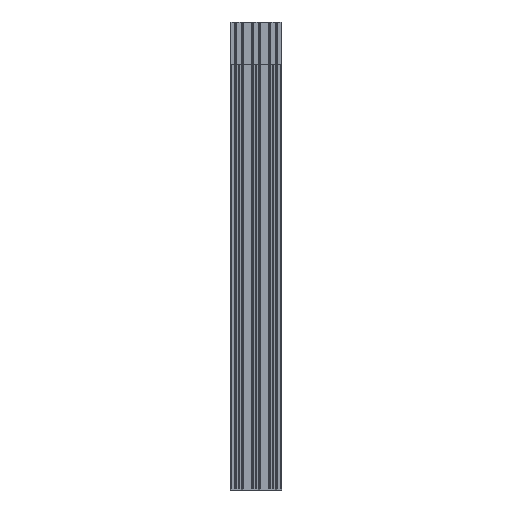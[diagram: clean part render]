
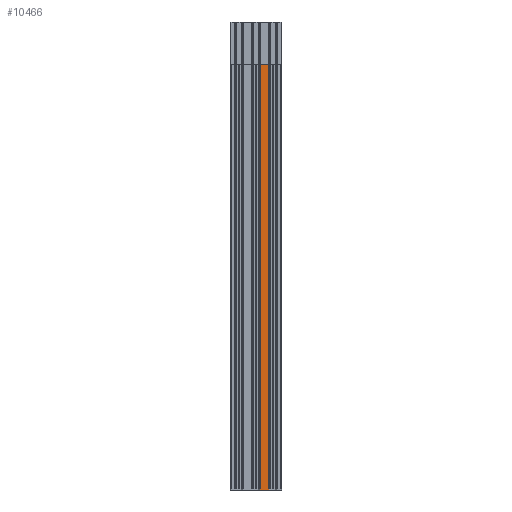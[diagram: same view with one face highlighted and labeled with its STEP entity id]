
A CAD part, front view. The second image highlights one B-rep face of the part: STEP entity #10466.
In plain terms, the highlighted planar face has unit normal (0, -1, 0).
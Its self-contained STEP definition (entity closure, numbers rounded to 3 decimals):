
#315=PLANE('',#11042);
#794=FACE_OUTER_BOUND('',#1319,.T.);
#1319=EDGE_LOOP('',(#8988,#8989,#8990,#8991));
#1633=LINE('',#14229,#3048);
#2086=LINE('',#15193,#3501);
#2528=LINE('',#16090,#3943);
#2529=LINE('',#16092,#3944);
#3048=VECTOR('',#11446,10.);
#3501=VECTOR('',#11961,10.);
#3943=VECTOR('',#13027,10.);
#3944=VECTOR('',#13030,10.);
#4588=VERTEX_POINT('',#14226);
#4589=VERTEX_POINT('',#14228);
#5068=VERTEX_POINT('',#15190);
#5069=VERTEX_POINT('',#15192);
#5611=EDGE_CURVE('',#4588,#4589,#1633,.T.);
#6093=EDGE_CURVE('',#5069,#5068,#2086,.T.);
#6544=EDGE_CURVE('',#5068,#4589,#2528,.T.);
#6545=EDGE_CURVE('',#5069,#4588,#2529,.T.);
#8988=ORIENTED_EDGE('',*,*,#6093,.T.);
#8989=ORIENTED_EDGE('',*,*,#6544,.T.);
#8990=ORIENTED_EDGE('',*,*,#5611,.F.);
#8991=ORIENTED_EDGE('',*,*,#6545,.F.);
#10466=ADVANCED_FACE('',(#794),#315,.T.);
#11042=AXIS2_PLACEMENT_3D('',#16091,#13028,#13029);
#11446=DIRECTION('',(1.,0.,0.));
#11961=DIRECTION('',(1.,0.,0.));
#13027=DIRECTION('',(0.,0.,1.));
#13028=DIRECTION('center_axis',(0.,-1.,0.));
#13029=DIRECTION('ref_axis',(1.,0.,0.));
#13030=DIRECTION('',(0.,0.,1.));
#14226=CARTESIAN_POINT('',(4.9,-10.,500.));
#14228=CARTESIAN_POINT('',(15.1,-10.,500.));
#14229=CARTESIAN_POINT('',(4.9,-10.,500.));
#15190=CARTESIAN_POINT('',(15.1,-10.,0.));
#15192=CARTESIAN_POINT('',(4.9,-10.,0.));
#15193=CARTESIAN_POINT('',(4.9,-10.,0.));
#16090=CARTESIAN_POINT('',(15.1,-10.,0.));
#16091=CARTESIAN_POINT('Origin',(4.9,-10.,0.));
#16092=CARTESIAN_POINT('',(4.9,-10.,0.));
